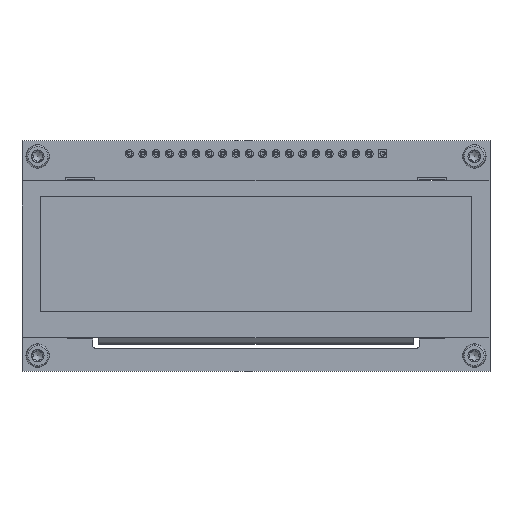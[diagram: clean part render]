
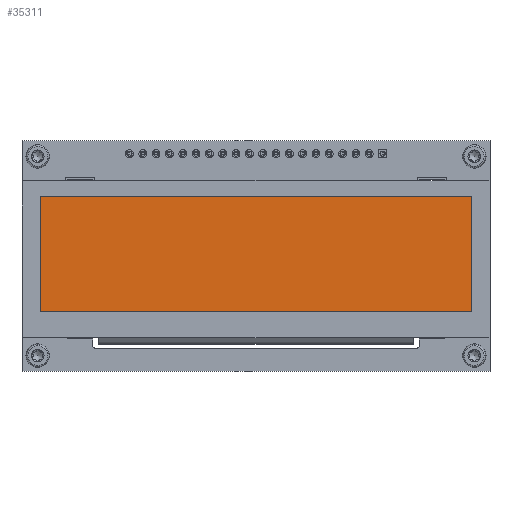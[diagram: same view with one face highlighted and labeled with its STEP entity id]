
A CAD part, top view. The second image highlights one B-rep face of the part: STEP entity #35311.
In plain terms, the highlighted planar face has unit normal (0, 0, 1).
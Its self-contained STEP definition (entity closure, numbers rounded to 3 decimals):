
#538=PLANE('',#37449);
#2416=FACE_OUTER_BOUND('',#4425,.T.);
#4425=EDGE_LOOP('',(#24455,#24456,#24457,#24458));
#6535=LINE('',#48880,#11123);
#6538=LINE('',#48885,#11126);
#6540=LINE('',#48889,#11128);
#6542=LINE('',#48892,#11130);
#11123=VECTOR('',#40121,1000.);
#11126=VECTOR('',#40126,1000.);
#11128=VECTOR('',#40130,1000.);
#11130=VECTOR('',#40134,1000.);
#15898=VERTEX_POINT('',#48878);
#15899=VERTEX_POINT('',#48879);
#15900=VERTEX_POINT('',#48884);
#15901=VERTEX_POINT('',#48888);
#19100=EDGE_CURVE('',#15898,#15899,#6535,.T.);
#19103=EDGE_CURVE('',#15899,#15900,#6538,.T.);
#19105=EDGE_CURVE('',#15900,#15901,#6540,.T.);
#19107=EDGE_CURVE('',#15901,#15898,#6542,.T.);
#24455=ORIENTED_EDGE('',*,*,#19107,.T.);
#24456=ORIENTED_EDGE('',*,*,#19100,.T.);
#24457=ORIENTED_EDGE('',*,*,#19103,.T.);
#24458=ORIENTED_EDGE('',*,*,#19105,.T.);
#35311=ADVANCED_FACE('',(#2416),#538,.T.);
#37449=AXIS2_PLACEMENT_3D('',#49017,#40259,#40260);
#40121=DIRECTION('',(1.,0.,0.));
#40126=DIRECTION('',(0.,1.,0.));
#40130=DIRECTION('',(-1.,0.,0.));
#40134=DIRECTION('',(0.,-1.,0.));
#40259=DIRECTION('center_axis',(0.,0.,1.));
#40260=DIRECTION('ref_axis',(1.,0.,0.));
#48878=CARTESIAN_POINT('',(-41.,-10.6,2.2));
#48879=CARTESIAN_POINT('',(41.,-10.6,2.2));
#48880=CARTESIAN_POINT('',(-41.,-10.6,2.2));
#48884=CARTESIAN_POINT('',(41.,11.4,2.2));
#48885=CARTESIAN_POINT('',(41.,-10.6,2.2));
#48888=CARTESIAN_POINT('',(-41.,11.4,2.2));
#48889=CARTESIAN_POINT('',(41.,11.4,2.2));
#48892=CARTESIAN_POINT('',(-41.,11.4,2.2));
#49017=CARTESIAN_POINT('Origin',(0.,0.,2.2));
